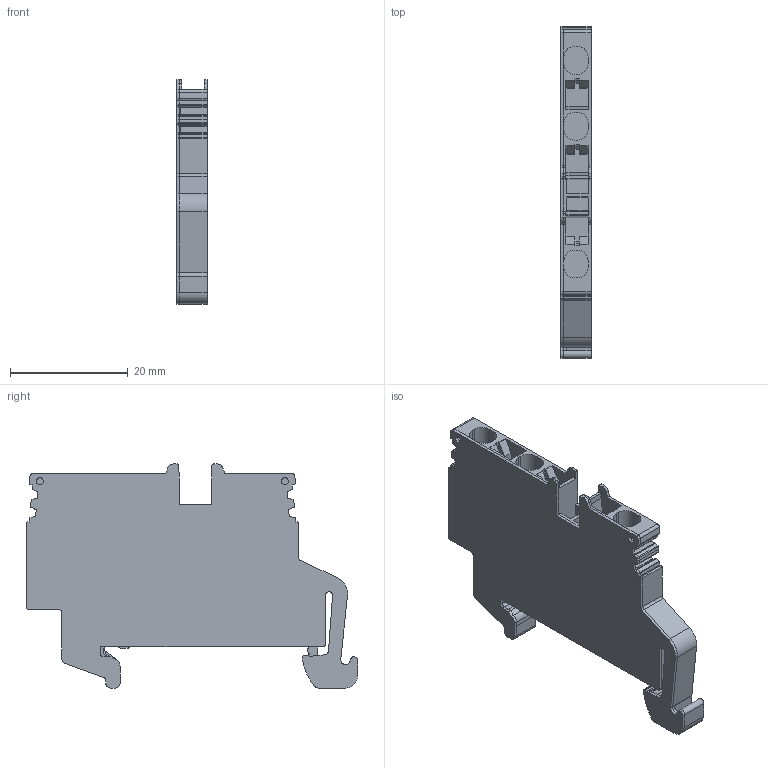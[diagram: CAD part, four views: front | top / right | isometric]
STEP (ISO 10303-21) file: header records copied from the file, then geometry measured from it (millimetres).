
FILE_DESCRIPTION(('CATIA V5R22 STEP214','CAx-IF Rec.Pracs.--- Model Styling and Organization---1.4--- 2014-01-23'),'2;1');
FILE_NAME ('027076-2_0', '2021-04-13T04:55:31+00:00', ('Weidmueller Interface'), ('Weidmueller'), 'CATIA Version 5-6 Release 2016 SP3 HF44', 'CATIA V5 STEP AP214', 'none');
FILE_SCHEMA(('AUTOMOTIVE_DESIGN { 1 0 10303 214 1 1 1 1 }'));
Length unit declared in the file: millimetre
Products named in the file (1): ZPE2.5N/3AN_AllCATPart
Bounding box: 5.1 x 56.35 x 38.05 mm (x, y, z)
Volume: 6836.5 mm3; surface area: 7799.2 mm2
Topology: 6 solids, 6 shells, 436 faces, 1263 edges, 844 vertices
Faces by surface type: plane 283, cylinder 151, extrusion 1, torus 1
Entity records: 13772 total; most frequent: CARTESIAN_POINT 2538, ORIENTED_EDGE 2526, DIRECTION 1972, EDGE_CURVE 1263, VECTOR 950, LINE 949, VERTEX_POINT 844, AXIS2_PLACEMENT_3D 662
